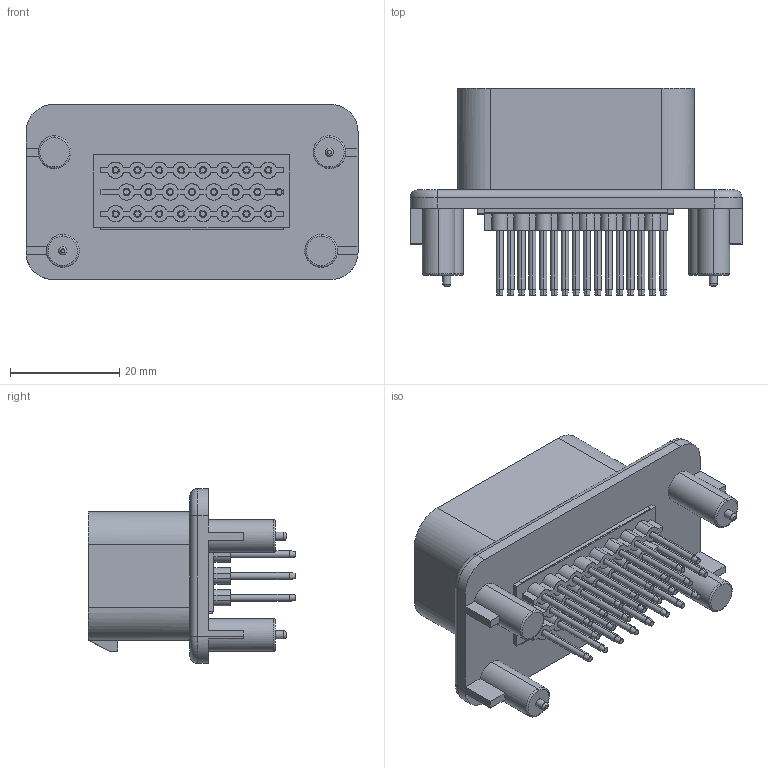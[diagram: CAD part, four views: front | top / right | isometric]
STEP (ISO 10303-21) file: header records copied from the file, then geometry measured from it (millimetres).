
FILE_DESCRIPTION( ('This file contains a STEP AP42 implementation' ,'as created by ZW3D STEP Interface translator.') ,'2;1' );
FILE_NAME( '74040-3MS023ABSMNAX(W).stp' ,'23 314. 94916', (''), ('ZWCAD Software Co.'), 'Version 1.0', 'ZW3D to STEP translator', '' );
FILE_SCHEMA(('AUTOMOTIVE_DESIGN { 1 0 10303 214 1 1 1 1 }'));
Length unit declared in the file: millimetre
Products named in the file (2): 0; 111
Bounding box: 60.9 x 38.05 x 32.1 mm (x, y, z)
Volume: 11371.3 mm3; surface area: 15643.3 mm2
Topology: 17 solids, 52 shells, 1016 faces, 2484 edges, 1476 vertices
Faces by surface type: cylinder 506, plane 316, sphere 116, cone 52, torus 24, bspline 2
Full cylindrical faces by diameter (mm): 1.5 x2
Entity records: 47753 total; most frequent: CARTESIAN_POINT 27621, ORIENTED_EDGE 4590, DIRECTION 2596, EDGE_CURVE 2340, B_SPLINE_CURVE_WITH_KNOTS 2008, VERTEX_POINT 1476, AXIS2_PLACEMENT_3D 1249, EDGE_LOOP 1120
